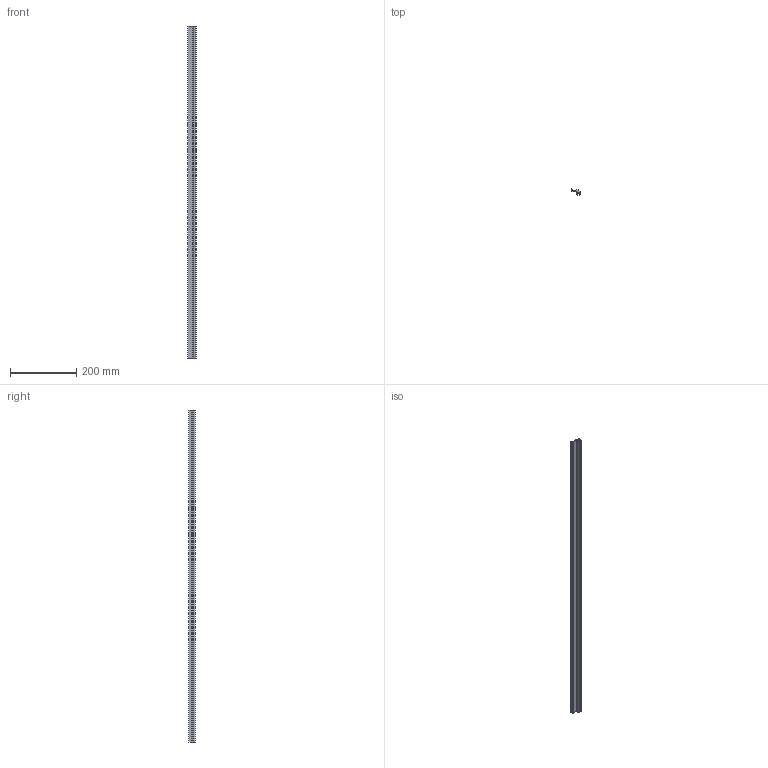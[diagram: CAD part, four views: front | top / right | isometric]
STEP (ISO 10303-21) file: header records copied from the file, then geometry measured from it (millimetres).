
FILE_DESCRIPTION (( 'STEP AP214' ), '1' );
FILE_NAME ('40-6 Snap-In Door Seal(40D54-0011-01C).STEP', '2023-08-16T16:25:39', ( '' ), ( '' ), 'SwSTEP 2.0', 'SolidWorks 2020', '' );
FILE_SCHEMA (( 'AUTOMOTIVE_DESIGN' ));
Length unit declared in the file: millimetre
Products named in the file (1): 40-6 Snap-In Door Seal(40D54-0011-01C)
Bounding box: 26.33 x 19.88 x 1000 mm (x, y, z)
Volume: 150087.4 mm3; surface area: 100587.8 mm2
Topology: 1 solids, 1 shells, 33 faces, 93 edges, 62 vertices
Faces by surface type: cylinder 25, plane 8
Entity records: 1131 total; most frequent: DIRECTION 211, CARTESIAN_POINT 189, ORIENTED_EDGE 186, EDGE_CURVE 93, AXIS2_PLACEMENT_3D 84, VERTEX_POINT 62, CIRCLE 50, VECTOR 43
